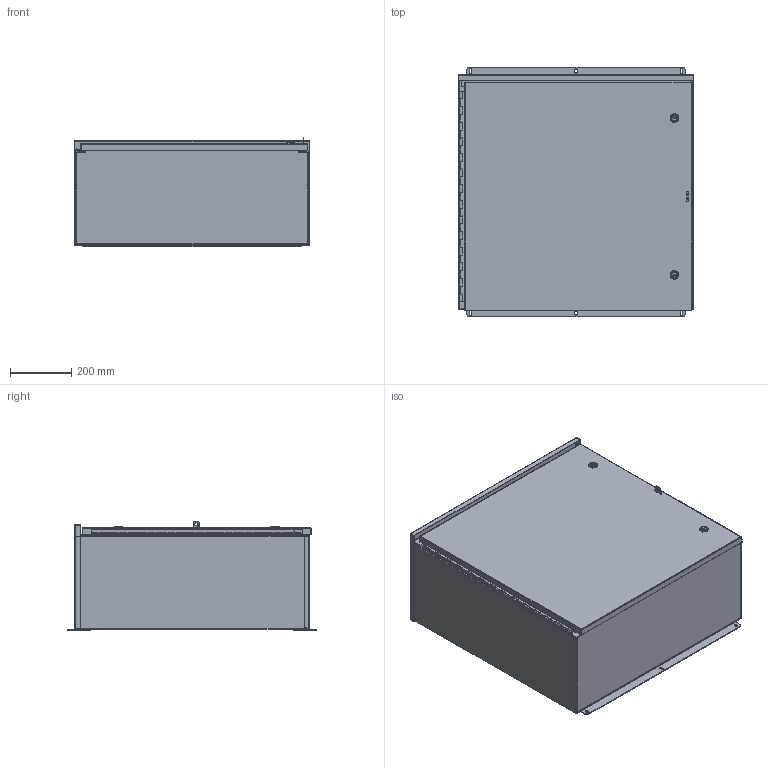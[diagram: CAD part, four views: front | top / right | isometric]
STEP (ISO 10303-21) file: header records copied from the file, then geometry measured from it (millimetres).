
FILE_DESCRIPTION(/* description */ ('RHC, BLR, MEDIUM, CS, 30X30X12'),/* implementation_level */ '2;1');
FILE_NAME(/* name */ 'RHC303012.stp',/* time_stamp */ '2017-02-20T19:48:12+05:00',/* author */ ('bjayachandran'),/* organization */ (''),/* preprocessor_version */ 'ST-DEVELOPER v16.1',/* originating_system */ 'Autodesk Inventor 2016',/* authorisation */ '');
FILE_SCHEMA (('AUTOMOTIVE_DESIGN { 1 0 10303 214 3 1 1 }'));
Length unit declared in the file: inch
Products named in the file (25): RHC303012BLR; RHC30TOP; RHC3012BTM; RHC3030LID; RHC3012CAP; 328106T; 328106L; 328106P-1; 328106; 34887; 3889; HFW384001; HFW369107; 1000-101-GPF_GPD; 1000-02; 1000-u45_asm; 1000-318; 1000-03; 1000-277-01; 1000-u142_asm; 1000-23; 1000-14_prt; HFW351146; HFW351146_1; RHC-assm
Assembly tree (32 placements, depth 4):
  RHC-assm
    RHC303012BLR
    RHC30TOP
    RHC3012BTM
    RHC3030LID
    RHC3012CAP
    328106
      328106T
      328106L
      328106P-1
    34887  x2
    3889  x4
    HFW384001
    HFW369107
    HFW351146
      1000-u45_asm
        1000-101-GPF_GPD
        1000-02
      1000-u142_asm
        1000-318
        1000-03
        1000-277-01
      1000-23
      1000-14_prt
    HFW351146_1
      1000-u45_asm
        1000-101-GPF_GPD
        1000-02
      1000-u142_asm
        1000-318
        1000-03
        1000-277-01
      1000-23
      1000-14_prt
Bounding box: 767.35 x 812.8 x 355.9 mm (x, y, z)
Volume: 4864370.7 mm3; surface area: 5073630.2 mm2
Topology: 30 solids, 30 shells, 1428 faces, 3532 edges, 2206 vertices
Faces by surface type: plane 817, cylinder 461, bspline 75, torus 35, cone 31, sphere 9
Full cylindrical faces by diameter (mm): 2.921 x2, 3.048 x13, 3.175 x1, 4.762 x1, 5 x2, 5.029 x1, 5.105 x1, 6 x2, 8.382 x8, 9.9 x2, 10 x2, 10.2 x2, 11.05 x2, 11.112 x1, 12.8 x2, 13.5 x2, 15.2 x2, 15.8 x2, 15.875 x4, 16.1 x2, 19.8 x2, 23 x2, 27 x2, 28 x2
Entity records: 33392 total; most frequent: CARTESIAN_POINT 8456, DIRECTION 4928, ORIENTED_EDGE 4804, EDGE_CURVE 2402, AXIS2_PLACEMENT_3D 1653, LINE 1622, VECTOR 1622, VERTEX_POINT 1526
